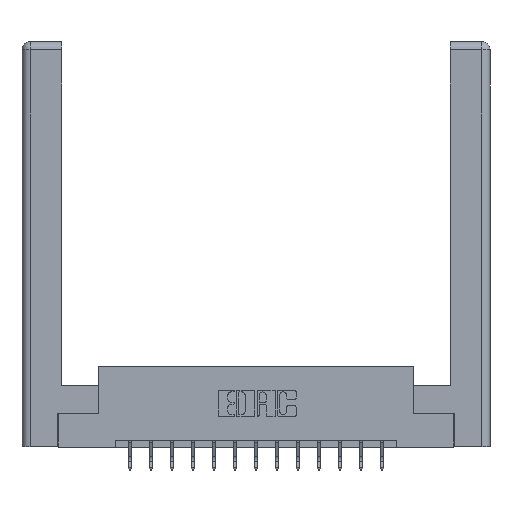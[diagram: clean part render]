
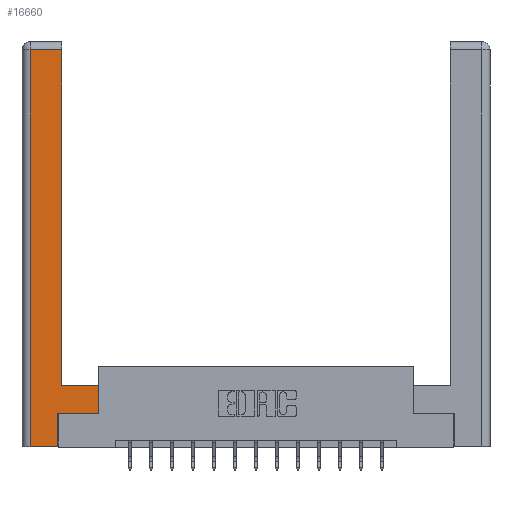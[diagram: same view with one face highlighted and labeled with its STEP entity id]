
A CAD part, top view. The second image highlights one B-rep face of the part: STEP entity #16660.
In plain terms, the highlighted planar face has unit normal (0, 0, 1).
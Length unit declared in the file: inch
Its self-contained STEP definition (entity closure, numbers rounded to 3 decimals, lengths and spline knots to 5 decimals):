
#480 = DIRECTION ( 'NONE',  ( 1., 0., 0. ) ) ;
#613 = VERTEX_POINT ( 'NONE', #2685 ) ;
#1320 = CARTESIAN_POINT ( 'NONE',  ( 0.265, 0.245, 0. ) ) ;
#1354 = VECTOR ( 'NONE', #15522, 39.37008 ) ;
#1363 = CARTESIAN_POINT ( 'NONE',  ( 0.295, 2.94, 0. ) ) ;
#1793 = LINE ( 'NONE', #4667, #15915 ) ;
#2073 = VERTEX_POINT ( 'NONE', #13794 ) ;
#2472 = DIRECTION ( 'NONE',  ( 0., 0., -1. ) ) ;
#2510 = EDGE_CURVE ( 'NONE', #7990, #10709, #10553, .T. ) ;
#2685 = CARTESIAN_POINT ( 'NONE',  ( 0.565, 0.45, 0. ) ) ;
#3096 = ORIENTED_EDGE ( 'NONE', *, *, #7563, .T. ) ;
#3358 = DIRECTION ( 'NONE',  ( 1., 0., 0. ) ) ;
#3548 = EDGE_CURVE ( 'NONE', #8269, #6532, #1793, .T. ) ;
#3629 = DIRECTION ( 'NONE',  ( 0., 1., 0. ) ) ;
#4447 = CARTESIAN_POINT ( 'NONE',  ( 0.0615, 0., 0. ) ) ;
#4665 = VECTOR ( 'NONE', #7091, 39.37008 ) ;
#4667 = CARTESIAN_POINT ( 'NONE',  ( 0.565, 0.245, 0. ) ) ;
#4797 = LINE ( 'NONE', #1320, #1354 ) ;
#5114 = ORIENTED_EDGE ( 'NONE', *, *, #14760, .T. ) ;
#5372 = DIRECTION ( 'NONE',  ( -1., 0., 0. ) ) ;
#6425 = EDGE_CURVE ( 'NONE', #613, #2073, #14841, .T. ) ;
#6505 = ORIENTED_EDGE ( 'NONE', *, *, #10559, .T. ) ;
#6515 = DIRECTION ( 'NONE',  ( 0., 1., 0. ) ) ;
#6532 = VERTEX_POINT ( 'NONE', #9849 ) ;
#6589 = CARTESIAN_POINT ( 'NONE',  ( 0.0615, 2.94, 0. ) ) ;
#7091 = DIRECTION ( 'NONE',  ( 0., -1., 0. ) ) ;
#7563 = EDGE_CURVE ( 'NONE', #14956, #7990, #15299, .T. ) ;
#7950 = LINE ( 'NONE', #11718, #8564 ) ;
#7990 = VERTEX_POINT ( 'NONE', #10688 ) ;
#8182 = VERTEX_POINT ( 'NONE', #16454 ) ;
#8199 = EDGE_LOOP ( 'NONE', ( #9789, #3096, #8970, #14805, #5114, #10861, #6505, #9976 ) ) ;
#8269 = VERTEX_POINT ( 'NONE', #11348 ) ;
#8564 = VECTOR ( 'NONE', #6515, 39.37008 ) ;
#8688 = VECTOR ( 'NONE', #3629, 39.37008 ) ;
#8970 = ORIENTED_EDGE ( 'NONE', *, *, #2510, .T. ) ;
#9218 = VECTOR ( 'NONE', #480, 39.37008 ) ;
#9789 = ORIENTED_EDGE ( 'NONE', *, *, #13429, .T. ) ;
#9849 = CARTESIAN_POINT ( 'NONE',  ( 0.565, 0.245, 0. ) ) ;
#9976 = ORIENTED_EDGE ( 'NONE', *, *, #6425, .T. ) ;
#10253 = PLANE ( 'NONE',  #10961 ) ;
#10553 = LINE ( 'NONE', #12145, #4665 ) ;
#10559 = EDGE_CURVE ( 'NONE', #6532, #613, #7950, .T. ) ;
#10688 = CARTESIAN_POINT ( 'NONE',  ( 0.0615, 2.94, 0. ) ) ;
#10709 = VERTEX_POINT ( 'NONE', #4447 ) ;
#10861 = ORIENTED_EDGE ( 'NONE', *, *, #3548, .T. ) ;
#10961 = AXIS2_PLACEMENT_3D ( 'NONE', #11315, #2472, #15386 ) ;
#11315 = CARTESIAN_POINT ( 'NONE',  ( 0., 0., 0. ) ) ;
#11348 = CARTESIAN_POINT ( 'NONE',  ( 0.265, 0.245, 0. ) ) ;
#11452 = VECTOR ( 'NONE', #5372, 39.37008 ) ;
#11718 = CARTESIAN_POINT ( 'NONE',  ( 0.565, 0.45, 0. ) ) ;
#11894 = VECTOR ( 'NONE', #15571, 39.37008 ) ;
#11986 = FACE_OUTER_BOUND ( 'NONE', #8199, .T. ) ;
#12145 = CARTESIAN_POINT ( 'NONE',  ( 0.0615, 0., 0. ) ) ;
#12219 = CARTESIAN_POINT ( 'NONE',  ( 0.265, 0., 0. ) ) ;
#13096 = CARTESIAN_POINT ( 'NONE',  ( 0.295, 0.45, 0. ) ) ;
#13429 = EDGE_CURVE ( 'NONE', #2073, #14956, #15505, .T. ) ;
#13794 = CARTESIAN_POINT ( 'NONE',  ( 0.295, 0.45, 0. ) ) ;
#13905 = CARTESIAN_POINT ( 'NONE',  ( 0.295, 3., 0. ) ) ;
#14013 = LINE ( 'NONE', #12219, #9218 ) ;
#14760 = EDGE_CURVE ( 'NONE', #8182, #8269, #4797, .T. ) ;
#14805 = ORIENTED_EDGE ( 'NONE', *, *, #15950, .T. ) ;
#14841 = LINE ( 'NONE', #13096, #11452 ) ;
#14956 = VERTEX_POINT ( 'NONE', #1363 ) ;
#15299 = LINE ( 'NONE', #6589, #11894 ) ;
#15386 = DIRECTION ( 'NONE',  ( -1., 0., 0. ) ) ;
#15505 = LINE ( 'NONE', #13905, #8688 ) ;
#15522 = DIRECTION ( 'NONE',  ( 0., 1., 0. ) ) ;
#15571 = DIRECTION ( 'NONE',  ( -1., 0., 0. ) ) ;
#15915 = VECTOR ( 'NONE', #3358, 39.37008 ) ;
#15950 = EDGE_CURVE ( 'NONE', #10709, #8182, #14013, .T. ) ;
#16454 = CARTESIAN_POINT ( 'NONE',  ( 0.265, 0., 0. ) ) ;
#16660 = ADVANCED_FACE ( 'NONE', ( #11986 ), #10253, .F. ) ;
